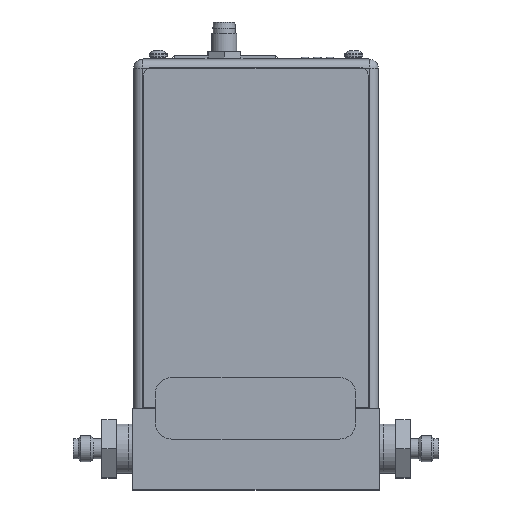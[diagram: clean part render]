
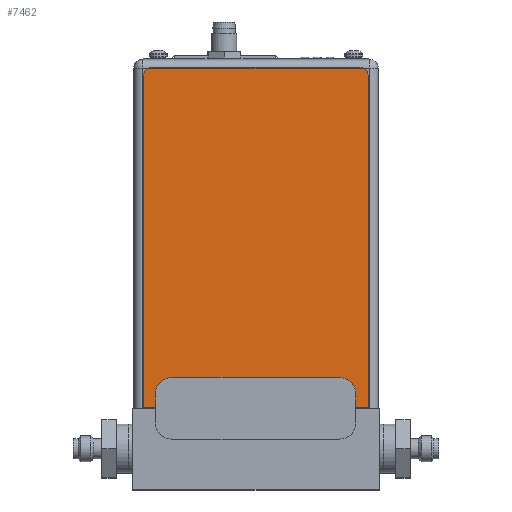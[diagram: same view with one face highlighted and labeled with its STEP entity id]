
A CAD part, top view. The second image highlights one B-rep face of the part: STEP entity #7462.
In plain terms, the highlighted planar face has unit normal (0, 0, 1).
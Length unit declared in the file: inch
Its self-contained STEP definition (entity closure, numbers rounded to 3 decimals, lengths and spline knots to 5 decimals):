
#7295=CARTESIAN_POINT('',(2.63,4.04,0.004));
#7296=DIRECTION('',(0.,0.,-1.));
#7297=DIRECTION('',(0.,1.,0.));
#7298=AXIS2_PLACEMENT_3D('',#7295,#7296,#7297);
#7300=DIRECTION('',(0.,-1.,0.));
#7301=VECTOR('',#7300,4.04);
#7302=CARTESIAN_POINT('',(2.73,4.04,0.004));
#7303=LINE('',#7302,#7301);
#7304=DIRECTION('',(-1.,0.,0.));
#7305=VECTOR('',#7304,2.73);
#7306=CARTESIAN_POINT('',(2.73,0.,0.004));
#7307=LINE('',#7306,#7305);
#7308=DIRECTION('',(0.,1.,0.));
#7309=VECTOR('',#7308,4.04);
#7310=CARTESIAN_POINT('',(0.,0.,0.004));
#7311=LINE('',#7310,#7309);
#7312=CARTESIAN_POINT('',(0.1,4.04,0.004));
#7313=DIRECTION('',(0.,0.,-1.));
#7314=DIRECTION('',(-1.,0.,0.));
#7315=AXIS2_PLACEMENT_3D('',#7312,#7313,#7314);
#7317=DIRECTION('',(1.,0.,0.));
#7318=VECTOR('',#7317,2.53);
#7319=CARTESIAN_POINT('',(0.1,4.14,0.004));
#7320=LINE('',#7319,#7318);
#7333=CARTESIAN_POINT('',(2.73,4.04,0.004));
#7334=VERTEX_POINT('',#7333);
#7335=CARTESIAN_POINT('',(2.63,4.14,0.004));
#7336=VERTEX_POINT('',#7335);
#7337=CARTESIAN_POINT('',(2.73,0.,0.004));
#7338=VERTEX_POINT('',#7337);
#7339=CARTESIAN_POINT('',(0.,0.,0.004));
#7340=VERTEX_POINT('',#7339);
#7341=CARTESIAN_POINT('',(0.,4.04,0.004));
#7342=VERTEX_POINT('',#7341);
#7343=CARTESIAN_POINT('',(0.1,4.14,0.004));
#7344=VERTEX_POINT('',#7343);
#7449=CARTESIAN_POINT('',(0.,0.,0.004));
#7450=DIRECTION('',(0.,0.,1.));
#7451=DIRECTION('',(1.,0.,0.));
#7452=AXIS2_PLACEMENT_3D('',#7449,#7450,#7451);
#7453=PLANE('',#7452);
#7454=ORIENTED_EDGE('',*,*,#7373,.T.);
#7455=ORIENTED_EDGE('',*,*,#7389,.T.);
#7456=ORIENTED_EDGE('',*,*,#7402,.T.);
#7457=ORIENTED_EDGE('',*,*,#7415,.T.);
#7458=ORIENTED_EDGE('',*,*,#7430,.T.);
#7459=ORIENTED_EDGE('',*,*,#7442,.T.);
#7460=EDGE_LOOP('',(#7454,#7455,#7456,#7457,#7458,#7459));
#7461=FACE_OUTER_BOUND('',#7460,.F.);
#7462=ADVANCED_FACE('',(#7461),#7453,.T.);
#7299=CIRCLE('',#7298,0.1);
#7316=CIRCLE('',#7315,0.1);
#7373=EDGE_CURVE('',#7336,#7334,#7299,.T.);
#7389=EDGE_CURVE('',#7334,#7338,#7303,.T.);
#7402=EDGE_CURVE('',#7338,#7340,#7307,.T.);
#7415=EDGE_CURVE('',#7340,#7342,#7311,.T.);
#7430=EDGE_CURVE('',#7342,#7344,#7316,.T.);
#7442=EDGE_CURVE('',#7344,#7336,#7320,.T.);
